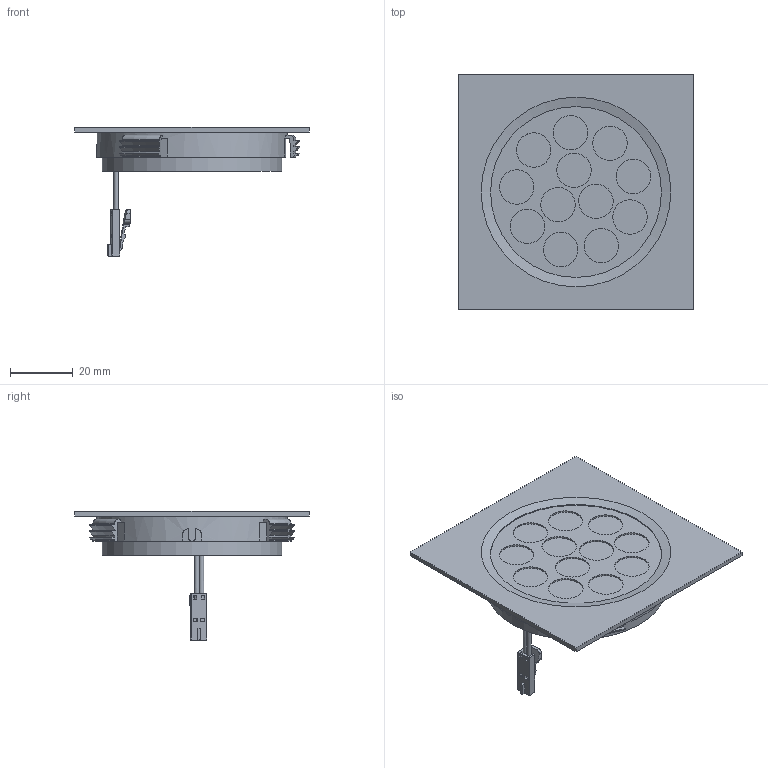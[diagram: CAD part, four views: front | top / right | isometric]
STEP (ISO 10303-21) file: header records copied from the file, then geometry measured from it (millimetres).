
FILE_DESCRIPTION(/* description */ (''),/* implementation_level */ '2;1');
FILE_NAME(/* name */ 'DECORING-1361499.stp',/* time_stamp */ '2019-06-03T11:24:13+02:00',/* author */ (''),/* organization */ (''),/* preprocessor_version */ 'ST-DEVELOPER v16.7',/* originating_system */ 'SIEMENS PLM Software NX 12.0',/* authorisation */ '');
FILE_SCHEMA (('AUTOMOTIVE_DESIGN { 1 0 10303 214 3 1 1 1 }'));
Length unit declared in the file: millimetre
Products named in the file (1): p.sc2314416Cid1g
Bounding box: 75 x 75 x 41.3 mm (x, y, z)
Volume: 41008 mm3; surface area: 15990.5 mm2
Topology: 1 solids, 1 shells, 218 faces, 607 edges, 405 vertices
Faces by surface type: plane 138, cylinder 55, cone 16, torus 9
Full cylindrical faces by diameter (mm): 1.5 x2, 11 x12, 54.598 x1, 57.5 x1, 60.998 x1
Entity records: 8179 total; most frequent: CARTESIAN_POINT 1779, ORIENTED_EDGE 1164, DIRECTION 1101, EDGE_CURVE 582, VERTEX_POINT 399, LINE 383, VECTOR 383, AXIS2_PLACEMENT_3D 359
